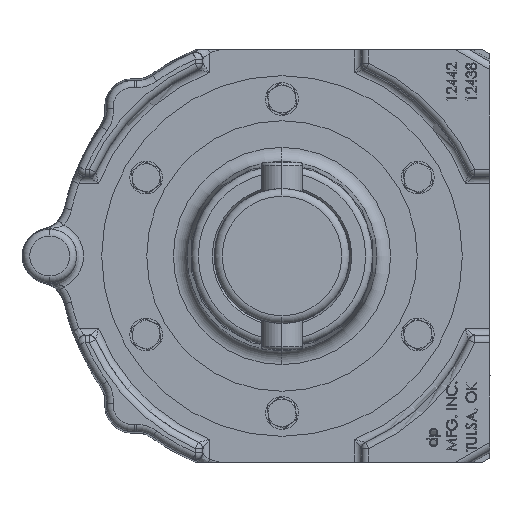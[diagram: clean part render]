
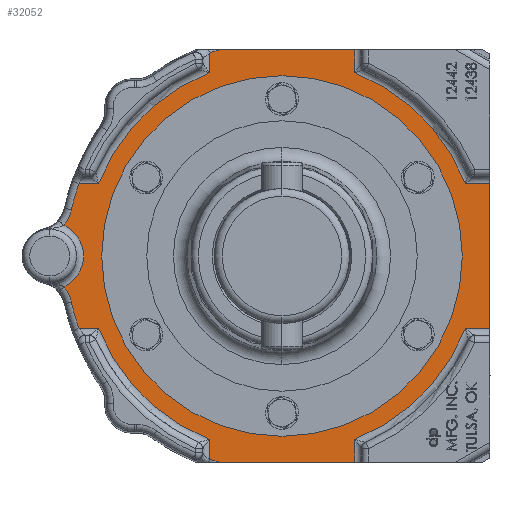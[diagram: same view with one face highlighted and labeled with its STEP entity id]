
A CAD part, left-side view. The second image highlights one B-rep face of the part: STEP entity #32052.
In plain terms, the highlighted planar face has unit normal (-1, 0, 0).
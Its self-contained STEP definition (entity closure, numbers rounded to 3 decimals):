
#20100=DIRECTION('',(0.,0.,1.));
#20101=VECTOR('',#20100,0.351);
#20102=CARTESIAN_POINT('',(2.438,1.308,3.309));
#20103=LINE('',#20102,#20101);
#20116=CARTESIAN_POINT('',(2.438,1.308,3.66));
#20145=DIRECTION('',(0.,-1.,0.));
#20146=VECTOR('',#20145,2.438);
#20147=CARTESIAN_POINT('',(2.438,1.13,3.719));
#20148=LINE('',#20147,#20146);
#20234=DIRECTION('',(0.,-1.,0.));
#20235=VECTOR('',#20234,2.438);
#20236=CARTESIAN_POINT('',(2.438,1.13,-3.719));
#20237=LINE('',#20236,#20235);
#20238=CARTESIAN_POINT('',(2.438,0.,0.));
#20239=DIRECTION('',(-1.,0.,0.));
#20240=DIRECTION('',(0.,0.336,-0.942));
#20241=AXIS2_PLACEMENT_3D('',#20238,#20239,#20240);
#20243=CARTESIAN_POINT('',(2.438,0.,0.));
#20244=DIRECTION('',(-1.,0.,0.));
#20245=DIRECTION('',(0.,0.93,-0.368));
#20246=AXIS2_PLACEMENT_3D('',#20243,#20244,#20245);
#20248=CARTESIAN_POINT('',(2.438,0.,0.));
#20249=DIRECTION('',(-1.,0.,0.));
#20250=DIRECTION('',(0.,0.977,-0.214));
#20251=AXIS2_PLACEMENT_3D('',#20248,#20249,#20250);
#20253=CARTESIAN_POINT('',(2.438,4.404,-0.965));
#20254=DIRECTION('',(1.,0.,0.));
#20255=DIRECTION('',(0.,-0.753,0.658));
#20256=AXIS2_PLACEMENT_3D('',#20253,#20254,#20255);
#20258=CARTESIAN_POINT('',(2.438,4.188,0.));
#20259=DIRECTION('',(1.,0.,0.));
#20260=DIRECTION('',(0.,-0.413,0.911));
#20261=AXIS2_PLACEMENT_3D('',#20258,#20259,#20260);
#20263=CARTESIAN_POINT('',(2.438,4.404,0.965));
#20264=DIRECTION('',(1.,0.,0.));
#20265=DIRECTION('',(0.,-0.977,-0.214));
#20266=AXIS2_PLACEMENT_3D('',#20263,#20264,#20265);
#20268=CARTESIAN_POINT('',(2.438,0.,0.));
#20269=DIRECTION('',(-1.,0.,0.));
#20270=DIRECTION('',(0.,0.942,0.336));
#20271=AXIS2_PLACEMENT_3D('',#20268,#20269,#20270);
#20273=CARTESIAN_POINT('',(2.438,0.,0.));
#20274=DIRECTION('',(-1.,0.,0.));
#20275=DIRECTION('',(0.,0.368,0.93));
#20276=AXIS2_PLACEMENT_3D('',#20273,#20274,#20275);
#20278=CARTESIAN_POINT('',(2.438,0.,0.));
#20279=DIRECTION('',(-1.,0.,0.));
#20280=DIRECTION('',(0.,0.291,0.957));
#20281=AXIS2_PLACEMENT_3D('',#20278,#20279,#20280);
#20283=CARTESIAN_POINT('',(2.438,0.,0.));
#20284=DIRECTION('',(-1.,0.,0.));
#20285=DIRECTION('',(0.,-0.93,0.368));
#20286=AXIS2_PLACEMENT_3D('',#20283,#20284,#20285);
#20288=DIRECTION('',(0.,0.,1.));
#20289=VECTOR('',#20288,2.615);
#20290=CARTESIAN_POINT('',(2.438,-3.75,-1.308));
#20291=LINE('',#20290,#20289);
#20292=CARTESIAN_POINT('',(2.438,0.,0.));
#20293=DIRECTION('',(-1.,0.,0.));
#20294=DIRECTION('',(0.,-0.368,-0.93));
#20295=AXIS2_PLACEMENT_3D('',#20292,#20293,#20294);
#20297=CARTESIAN_POINT('',(2.438,0.,0.));
#20298=DIRECTION('',(1.,0.,0.));
#20299=DIRECTION('',(0.,0.,-1.));
#20300=AXIS2_PLACEMENT_3D('',#20297,#20298,#20299);
#20302=CARTESIAN_POINT('',(2.438,0.,0.));
#20303=DIRECTION('',(1.,0.,0.));
#20304=DIRECTION('',(0.,0.,1.));
#20305=AXIS2_PLACEMENT_3D('',#20302,#20303,#20304);
#21973=DIRECTION('',(0.,0.,-1.));
#21974=VECTOR('',#21973,0.41);
#21975=CARTESIAN_POINT('',(2.438,-1.308,-3.309));
#21976=LINE('',#21975,#21974);
#22035=DIRECTION('',(0.,1.,0.));
#22036=VECTOR('',#22035,0.441);
#22037=CARTESIAN_POINT('',(2.438,-3.75,-1.308));
#22038=LINE('',#22037,#22036);
#22496=DIRECTION('',(0.,-1.,0.));
#22497=VECTOR('',#22496,0.441);
#22498=CARTESIAN_POINT('',(2.438,-3.309,1.308));
#22499=LINE('',#22498,#22497);
#22563=DIRECTION('',(0.,0.,-1.));
#22564=VECTOR('',#22563,0.41);
#22565=CARTESIAN_POINT('',(2.438,-1.308,3.719));
#22566=LINE('',#22565,#22564);
#28295=DIRECTION('',(0.,-1.,0.));
#28296=VECTOR('',#28295,0.351);
#28297=CARTESIAN_POINT('',(2.438,3.66,1.308));
#28298=LINE('',#28297,#28296);
#28419=CARTESIAN_POINT('',(2.438,3.935,
0.556));
#28608=DIRECTION('',(0.,1.,0.));
#28609=VECTOR('',#28608,0.351);
#28610=CARTESIAN_POINT('',(2.438,3.309,-1.308));
#28611=LINE('',#28610,#28609);
#28657=DIRECTION('',(0.,0.,1.));
#28658=VECTOR('',#28657,0.351);
#28659=CARTESIAN_POINT('',(2.438,1.308,-3.66));
#28660=LINE('',#28659,#28658);
#30437=CARTESIAN_POINT('',(2.438,1.13,3.719));
#30438=CARTESIAN_POINT('',(2.438,-1.308,3.719));
#30439=VERTEX_POINT('',#30437);
#30440=VERTEX_POINT('',#30438);
#30446=VERTEX_POINT('',#20116);
#30458=CARTESIAN_POINT('',(2.438,1.13,-3.719));
#30459=CARTESIAN_POINT('',(2.438,-1.308,-3.719));
#30460=VERTEX_POINT('',#30458);
#30461=VERTEX_POINT('',#30459);
#30468=CARTESIAN_POINT('',(2.438,-1.308,3.309));
#30469=VERTEX_POINT('',#30468);
#30482=CARTESIAN_POINT('',(2.438,1.308,-3.66));
#30483=VERTEX_POINT('',#30482);
#30484=CARTESIAN_POINT('',(2.438,0.,-3.25));
#30485=CARTESIAN_POINT('',(2.438,0.,3.25));
#30486=VERTEX_POINT('',#30484);
#30487=VERTEX_POINT('',#30485);
#30488=CARTESIAN_POINT('',(2.438,-1.308,-3.309));
#30489=VERTEX_POINT('',#30488);
#30498=CARTESIAN_POINT('',(2.438,1.308,3.309));
#30499=VERTEX_POINT('',#30498);
#30500=CARTESIAN_POINT('',(2.438,-3.309,1.308));
#30501=VERTEX_POINT('',#30500);
#30513=CARTESIAN_POINT('',(2.438,-3.309,-1.308));
#30514=VERTEX_POINT('',#30513);
#30515=CARTESIAN_POINT('',(2.438,1.308,-3.309));
#30516=VERTEX_POINT('',#30515);
#30527=CARTESIAN_POINT('',(2.438,3.309,1.308));
#30528=VERTEX_POINT('',#30527);
#30529=CARTESIAN_POINT('',(2.438,-3.75,1.308));
#30530=VERTEX_POINT('',#30529);
#30561=CARTESIAN_POINT('',(2.438,-3.75,-1.308));
#30562=VERTEX_POINT('',#30561);
#30564=CARTESIAN_POINT('',(2.438,3.309,-1.308));
#30565=VERTEX_POINT('',#30564);
#30571=CARTESIAN_POINT('',(2.438,3.66,1.308));
#30572=VERTEX_POINT('',#30571);
#30583=CARTESIAN_POINT('',(2.438,3.796,0.832));
#30584=VERTEX_POINT('',#30583);
#30600=CARTESIAN_POINT('',(2.438,3.66,-1.308));
#30601=VERTEX_POINT('',#30600);
#30622=VERTEX_POINT('',#28419);
#30647=CARTESIAN_POINT('',(2.438,3.796,-0.832));
#30648=VERTEX_POINT('',#30647);
#30686=CARTESIAN_POINT('',(2.438,3.935,-0.556));
#30687=VERTEX_POINT('',#30686);
#31997=CARTESIAN_POINT('',(2.438,2.696,2.696));
#31998=DIRECTION('',(1.,0.,0.));
#31999=DIRECTION('',(0.,0.,-1.));
#32000=AXIS2_PLACEMENT_3D('',#31997,#31998,#31999);
#32001=PLANE('',#32000);
#32003=ORIENTED_EDGE('',*,*,#32002,.F.);
#32005=ORIENTED_EDGE('',*,*,#32004,.F.);
#32007=ORIENTED_EDGE('',*,*,#32006,.T.);
#32009=ORIENTED_EDGE('',*,*,#32008,.F.);
#32011=ORIENTED_EDGE('',*,*,#32010,.T.);
#32013=ORIENTED_EDGE('',*,*,#32012,.F.);
#32015=ORIENTED_EDGE('',*,*,#32014,.F.);
#32017=ORIENTED_EDGE('',*,*,#32016,.F.);
#32019=ORIENTED_EDGE('',*,*,#32018,.F.);
#32021=ORIENTED_EDGE('',*,*,#32020,.F.);
#32023=ORIENTED_EDGE('',*,*,#32022,.T.);
#32025=ORIENTED_EDGE('',*,*,#32024,.F.);
#32026=ORIENTED_EDGE('',*,*,#31721,.T.);
#32028=ORIENTED_EDGE('',*,*,#32027,.F.);
#32029=ORIENTED_EDGE('',*,*,#31937,.T.);
#32031=ORIENTED_EDGE('',*,*,#32030,.T.);
#32033=ORIENTED_EDGE('',*,*,#32032,.F.);
#32035=ORIENTED_EDGE('',*,*,#32034,.T.);
#32037=ORIENTED_EDGE('',*,*,#32036,.F.);
#32039=ORIENTED_EDGE('',*,*,#32038,.T.);
#32041=ORIENTED_EDGE('',*,*,#32040,.F.);
#32043=ORIENTED_EDGE('',*,*,#32042,.T.);
#32044=EDGE_LOOP('',(#32003,#32005,#32007,#32009,#32011,#32013,#32015,#32017,
#32019,#32021,#32023,#32025,#32026,#32028,#32029,#32031,#32033,#32035,#32037,
#32039,#32041,#32043));
#32045=FACE_OUTER_BOUND('',#32044,.F.);
#32047=ORIENTED_EDGE('',*,*,#32046,.F.);
#32049=ORIENTED_EDGE('',*,*,#32048,.F.);
#32050=EDGE_LOOP('',(#32047,#32049));
#32051=FACE_BOUND('',#32050,.F.);
#20242=CIRCLE('',#20241,3.886);
#20247=CIRCLE('',#20246,3.558);
#20252=CIRCLE('',#20251,3.886);
#20257=CIRCLE('',#20256,0.622);
#20262=CIRCLE('',#20261,0.61);
#20267=CIRCLE('',#20266,0.622);
#20272=CIRCLE('',#20271,3.886);
#20277=CIRCLE('',#20276,3.558);
#20282=CIRCLE('',#20281,3.886);
#20287=CIRCLE('',#20286,3.558);
#20296=CIRCLE('',#20295,3.558);
#20301=CIRCLE('',#20300,3.25);
#20306=CIRCLE('',#20305,3.25);
#31721=EDGE_CURVE('',#30499,#30446,#20103,.T.);
#31937=EDGE_CURVE('',#30439,#30440,#20148,.T.);
#32002=EDGE_CURVE('',#30460,#30461,#20237,.T.);
#32004=EDGE_CURVE('',#30483,#30460,#20242,.T.);
#32006=EDGE_CURVE('',#30483,#30516,#28660,.T.);
#32008=EDGE_CURVE('',#30565,#30516,#20247,.T.);
#32010=EDGE_CURVE('',#30565,#30601,#28611,.T.);
#32012=EDGE_CURVE('',#30648,#30601,#20252,.T.);
#32014=EDGE_CURVE('',#30687,#30648,#20257,.T.);
#32016=EDGE_CURVE('',#30622,#30687,#20262,.T.);
#32018=EDGE_CURVE('',#30584,#30622,#20267,.T.);
#32020=EDGE_CURVE('',#30572,#30584,#20272,.T.);
#32022=EDGE_CURVE('',#30572,#30528,#28298,.T.);
#32024=EDGE_CURVE('',#30499,#30528,#20277,.T.);
#32027=EDGE_CURVE('',#30439,#30446,#20282,.T.);
#32030=EDGE_CURVE('',#30440,#30469,#22566,.T.);
#32032=EDGE_CURVE('',#30501,#30469,#20287,.T.);
#32034=EDGE_CURVE('',#30501,#30530,#22499,.T.);
#32036=EDGE_CURVE('',#30562,#30530,#20291,.T.);
#32038=EDGE_CURVE('',#30562,#30514,#22038,.T.);
#32040=EDGE_CURVE('',#30489,#30514,#20296,.T.);
#32042=EDGE_CURVE('',#30489,#30461,#21976,.T.);
#32046=EDGE_CURVE('',#30486,#30487,#20301,.T.);
#32048=EDGE_CURVE('',#30487,#30486,#20306,.T.);
#32052=ADVANCED_FACE('',(#32045,#32051),#32001,.F.);
